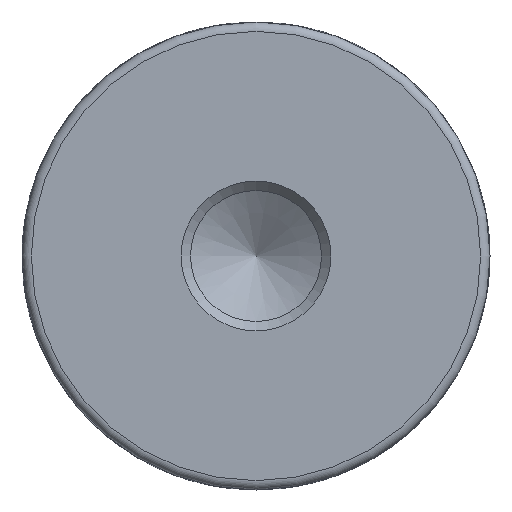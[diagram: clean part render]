
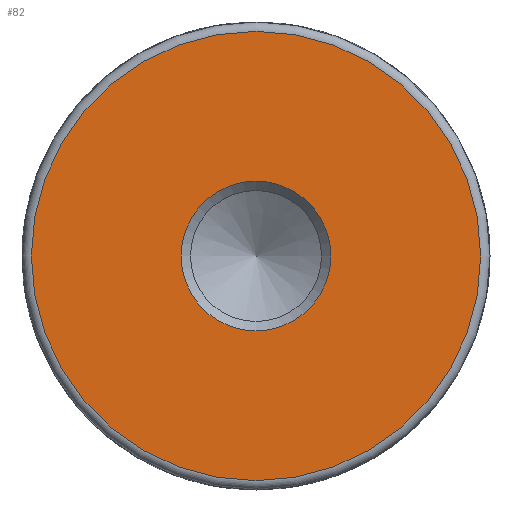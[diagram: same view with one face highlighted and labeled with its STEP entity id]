
A CAD part, left-side view. The second image highlights one B-rep face of the part: STEP entity #82.
In plain terms, the highlighted planar face has unit normal (-1, 0, 0).
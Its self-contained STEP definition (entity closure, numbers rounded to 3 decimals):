
#82 = ADVANCED_FACE( '', ( #168, #169 ), #170, .F. );
#168 = FACE_BOUND( '', #327, .T. );
#169 = FACE_OUTER_BOUND( '', #328, .T. );
#170 = PLANE( '', #329 );
#327 = EDGE_LOOP( '', ( #588 ) );
#328 = EDGE_LOOP( '', ( #589 ) );
#329 = AXIS2_PLACEMENT_3D( '', #590, #591, #592 );
#588 = ORIENTED_EDGE( '', *, *, #1042, .T. );
#589 = ORIENTED_EDGE( '', *, *, #1043, .T. );
#590 = CARTESIAN_POINT( '', ( -40., 0., 0. ) );
#591 = DIRECTION( '', ( 1., 0., 0. ) );
#592 = DIRECTION( '', ( 0., 1., 0. ) );
#1042 = EDGE_CURVE( '', #1248, #1248, #1249, .T. );
#1043 = EDGE_CURVE( '', #1250, #1250, #1251, .F. );
#1248 = VERTEX_POINT( '', #1545 );
#1249 = CIRCLE( '', #1546, 8. );
#1250 = VERTEX_POINT( '', #1547 );
#1251 = CIRCLE( '', #1548, 24. );
#1545 = CARTESIAN_POINT( '', ( -40., 8., 0. ) );
#1546 = AXIS2_PLACEMENT_3D( '', #1839, #1840, #1841 );
#1547 = CARTESIAN_POINT( '', ( -40., 24., 0. ) );
#1548 = AXIS2_PLACEMENT_3D( '', #1842, #1843, #1844 );
#1839 = CARTESIAN_POINT( '', ( -40., 0., 0. ) );
#1840 = DIRECTION( '', ( 1., 0., 0. ) );
#1841 = DIRECTION( '', ( 0., 1., 0. ) );
#1842 = CARTESIAN_POINT( '', ( -40., 0., 0. ) );
#1843 = DIRECTION( '', ( 1., 0., 0. ) );
#1844 = DIRECTION( '', ( 0., 1., 0. ) );
